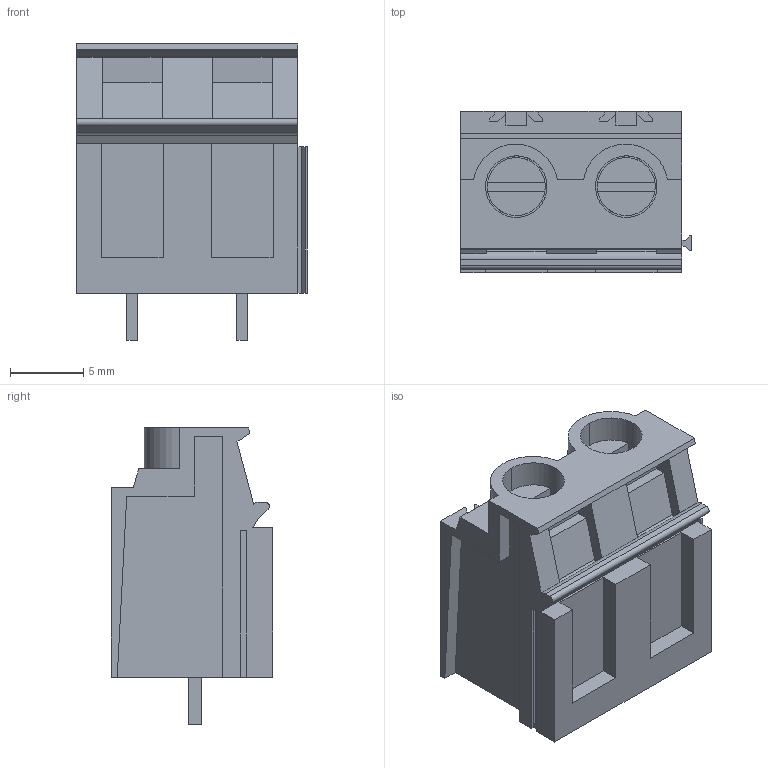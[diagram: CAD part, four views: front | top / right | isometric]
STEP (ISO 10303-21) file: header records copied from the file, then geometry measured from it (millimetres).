
FILE_DESCRIPTION(('CATIA V5 STEP Exchange','CAx-IF Rec.Pracs.--- Model Styling and Organization---1.2---2011-12-15'),'2;1');
FILE_NAME ('D1453016_0_1594420000_1594420000.stp','2018-03-05T16:17:22+00:00',('none'),('Weidmueller'),'CATIA Version 5-6 Release 2014','CATIA V5 STEP AP214','none');
FILE_SCHEMA(('AUTOMOTIVE_DESIGN { 1 0 10303 214 1 1 1 1 }'));
Length unit declared in the file: millimetre
Products named in the file (1): 1594420000
Bounding box: 15.75 x 11 x 20.2 mm (x, y, z)
Volume: 1795.8 mm3; surface area: 1983.5 mm2
Topology: 5 solids, 5 shells, 200 faces, 551 edges, 366 vertices
Faces by surface type: plane 185, cylinder 15
Entity records: 6244 total; most frequent: CARTESIAN_POINT 1241, ORIENTED_EDGE 1102, DIRECTION 803, EDGE_CURVE 551, VECTOR 509, LINE 509, VERTEX_POINT 366, EDGE_LOOP 205
